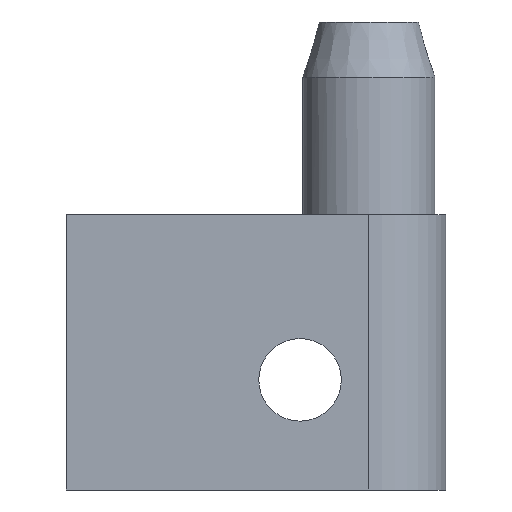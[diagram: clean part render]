
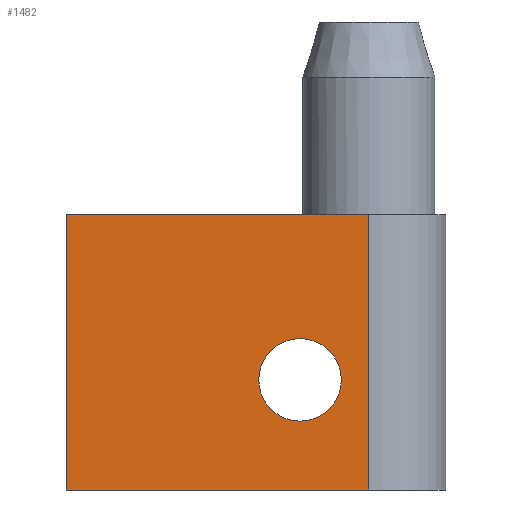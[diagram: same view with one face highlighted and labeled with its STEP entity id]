
A CAD part, left-side view. The second image highlights one B-rep face of the part: STEP entity #1482.
In plain terms, the highlighted planar face has unit normal (-1, 0, 0).
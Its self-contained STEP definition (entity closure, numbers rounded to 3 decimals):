
#332 = PLANE('',#333);
#333 = AXIS2_PLACEMENT_3D('',#334,#335,#336);
#334 = CARTESIAN_POINT('',(-5.,6.,10.));
#335 = DIRECTION('',(0.,0.,1.));
#336 = DIRECTION('',(1.,0.,0.));
#585 = PLANE('',#586);
#586 = AXIS2_PLACEMENT_3D('',#587,#588,#589);
#587 = CARTESIAN_POINT('',(-5.,6.,0.));
#588 = DIRECTION('',(0.,0.,1.));
#589 = DIRECTION('',(1.,0.,0.));
#611 = PLANE('',#612);
#612 = AXIS2_PLACEMENT_3D('',#613,#614,#615);
#613 = CARTESIAN_POINT('',(-5.,17.,0.));
#614 = DIRECTION('',(0.,1.,0.));
#615 = DIRECTION('',(0.,0.,1.));
#943 = PLANE('',#944);
#944 = AXIS2_PLACEMENT_3D('',#945,#946,#947);
#945 = CARTESIAN_POINT('',(-5.,6.,0.));
#946 = DIRECTION('',(0.,1.,0.));
#947 = DIRECTION('',(0.,0.,1.));
#958 = VERTEX_POINT('',#959);
#959 = CARTESIAN_POINT('',(-5.,17.,10.));
#980 = EDGE_CURVE('',#981,#958,#983,.T.);
#981 = VERTEX_POINT('',#982);
#982 = CARTESIAN_POINT('',(-5.,6.,10.));
#983 = SURFACE_CURVE('',#984,(#988,#995),.PCURVE_S1.);
#984 = LINE('',#985,#986);
#985 = CARTESIAN_POINT('',(-5.,6.,10.));
#986 = VECTOR('',#987,1.);
#987 = DIRECTION('',(0.,1.,0.));
#988 = PCURVE('',#332,#989);
#989 = DEFINITIONAL_REPRESENTATION('',(#990),#994);
#990 = LINE('',#991,#992);
#991 = CARTESIAN_POINT('',(0.,0.));
#992 = VECTOR('',#993,1.);
#993 = DIRECTION('',(0.,1.));
#994 = ( GEOMETRIC_REPRESENTATION_CONTEXT(2) 
PARAMETRIC_REPRESENTATION_CONTEXT() REPRESENTATION_CONTEXT('2D SPACE',''
  ) );
#995 = PCURVE('',#996,#1001);
#996 = PLANE('',#997);
#997 = AXIS2_PLACEMENT_3D('',#998,#999,#1000);
#998 = CARTESIAN_POINT('',(-5.,6.,0.));
#999 = DIRECTION('',(1.,0.,0.));
#1000 = DIRECTION('',(0.,0.,1.));
#1001 = DEFINITIONAL_REPRESENTATION('',(#1002),#1006);
#1002 = LINE('',#1003,#1004);
#1003 = CARTESIAN_POINT('',(10.,0.));
#1004 = VECTOR('',#1005,1.);
#1005 = DIRECTION('',(0.,-1.));
#1006 = ( GEOMETRIC_REPRESENTATION_CONTEXT(2) 
PARAMETRIC_REPRESENTATION_CONTEXT() REPRESENTATION_CONTEXT('2D SPACE',''
  ) );
#1175 = VERTEX_POINT('',#1176);
#1176 = CARTESIAN_POINT('',(-5.,17.,0.));
#1197 = EDGE_CURVE('',#1175,#958,#1198,.T.);
#1198 = SURFACE_CURVE('',#1199,(#1203,#1210),.PCURVE_S1.);
#1199 = LINE('',#1200,#1201);
#1200 = CARTESIAN_POINT('',(-5.,17.,0.));
#1201 = VECTOR('',#1202,1.);
#1202 = DIRECTION('',(0.,0.,1.));
#1203 = PCURVE('',#611,#1204);
#1204 = DEFINITIONAL_REPRESENTATION('',(#1205),#1209);
#1205 = LINE('',#1206,#1207);
#1206 = CARTESIAN_POINT('',(0.,0.));
#1207 = VECTOR('',#1208,1.);
#1208 = DIRECTION('',(1.,0.));
#1209 = ( GEOMETRIC_REPRESENTATION_CONTEXT(2) 
PARAMETRIC_REPRESENTATION_CONTEXT() REPRESENTATION_CONTEXT('2D SPACE',''
  ) );
#1210 = PCURVE('',#996,#1211);
#1211 = DEFINITIONAL_REPRESENTATION('',(#1212),#1216);
#1212 = LINE('',#1213,#1214);
#1213 = CARTESIAN_POINT('',(0.,-11.));
#1214 = VECTOR('',#1215,1.);
#1215 = DIRECTION('',(1.,0.));
#1216 = ( GEOMETRIC_REPRESENTATION_CONTEXT(2) 
PARAMETRIC_REPRESENTATION_CONTEXT() REPRESENTATION_CONTEXT('2D SPACE',''
  ) );
#1224 = EDGE_CURVE('',#1225,#1175,#1227,.T.);
#1225 = VERTEX_POINT('',#1226);
#1226 = CARTESIAN_POINT('',(-5.,6.,0.));
#1227 = SURFACE_CURVE('',#1228,(#1232,#1239),.PCURVE_S1.);
#1228 = LINE('',#1229,#1230);
#1229 = CARTESIAN_POINT('',(-5.,6.,0.));
#1230 = VECTOR('',#1231,1.);
#1231 = DIRECTION('',(0.,1.,0.));
#1232 = PCURVE('',#585,#1233);
#1233 = DEFINITIONAL_REPRESENTATION('',(#1234),#1238);
#1234 = LINE('',#1235,#1236);
#1235 = CARTESIAN_POINT('',(0.,0.));
#1236 = VECTOR('',#1237,1.);
#1237 = DIRECTION('',(0.,1.));
#1238 = ( GEOMETRIC_REPRESENTATION_CONTEXT(2) 
PARAMETRIC_REPRESENTATION_CONTEXT() REPRESENTATION_CONTEXT('2D SPACE',''
  ) );
#1239 = PCURVE('',#996,#1240);
#1240 = DEFINITIONAL_REPRESENTATION('',(#1241),#1245);
#1241 = LINE('',#1242,#1243);
#1242 = CARTESIAN_POINT('',(0.,0.));
#1243 = VECTOR('',#1244,1.);
#1244 = DIRECTION('',(0.,-1.));
#1245 = ( GEOMETRIC_REPRESENTATION_CONTEXT(2) 
PARAMETRIC_REPRESENTATION_CONTEXT() REPRESENTATION_CONTEXT('2D SPACE',''
  ) );
#1460 = EDGE_CURVE('',#1225,#981,#1461,.T.);
#1461 = SURFACE_CURVE('',#1462,(#1466,#1473),.PCURVE_S1.);
#1462 = LINE('',#1463,#1464);
#1463 = CARTESIAN_POINT('',(-5.,6.,0.));
#1464 = VECTOR('',#1465,1.);
#1465 = DIRECTION('',(0.,0.,1.));
#1466 = PCURVE('',#943,#1467);
#1467 = DEFINITIONAL_REPRESENTATION('',(#1468),#1472);
#1468 = LINE('',#1469,#1470);
#1469 = CARTESIAN_POINT('',(0.,0.));
#1470 = VECTOR('',#1471,1.);
#1471 = DIRECTION('',(1.,0.));
#1472 = ( GEOMETRIC_REPRESENTATION_CONTEXT(2) 
PARAMETRIC_REPRESENTATION_CONTEXT() REPRESENTATION_CONTEXT('2D SPACE',''
  ) );
#1473 = PCURVE('',#996,#1474);
#1474 = DEFINITIONAL_REPRESENTATION('',(#1475),#1479);
#1475 = LINE('',#1476,#1477);
#1476 = CARTESIAN_POINT('',(0.,0.));
#1477 = VECTOR('',#1478,1.);
#1478 = DIRECTION('',(1.,0.));
#1479 = ( GEOMETRIC_REPRESENTATION_CONTEXT(2) 
PARAMETRIC_REPRESENTATION_CONTEXT() REPRESENTATION_CONTEXT('2D SPACE',''
  ) );
#1482 = ADVANCED_FACE('',(#1483,#1489),#996,.F.);
#1483 = FACE_BOUND('',#1484,.F.);
#1484 = EDGE_LOOP('',(#1485,#1486,#1487,#1488));
#1485 = ORIENTED_EDGE('',*,*,#1460,.F.);
#1486 = ORIENTED_EDGE('',*,*,#1224,.T.);
#1487 = ORIENTED_EDGE('',*,*,#1197,.T.);
#1488 = ORIENTED_EDGE('',*,*,#980,.F.);
#1489 = FACE_BOUND('',#1490,.F.);
#1490 = EDGE_LOOP('',(#1491));
#1491 = ORIENTED_EDGE('',*,*,#1492,.F.);
#1492 = EDGE_CURVE('',#1493,#1493,#1495,.T.);
#1493 = VERTEX_POINT('',#1494);
#1494 = CARTESIAN_POINT('',(-5.,8.5,2.5));
#1495 = SURFACE_CURVE('',#1496,(#1501,#1508),.PCURVE_S1.);
#1496 = CIRCLE('',#1497,1.5);
#1497 = AXIS2_PLACEMENT_3D('',#1498,#1499,#1500);
#1498 = CARTESIAN_POINT('',(-5.,8.5,4.));
#1499 = DIRECTION('',(1.,0.,0.));
#1500 = DIRECTION('',(0.,0.,-1.));
#1501 = PCURVE('',#996,#1502);
#1502 = DEFINITIONAL_REPRESENTATION('',(#1503),#1507);
#1503 = CIRCLE('',#1504,1.5);
#1504 = AXIS2_PLACEMENT_2D('',#1505,#1506);
#1505 = CARTESIAN_POINT('',(4.,-2.5));
#1506 = DIRECTION('',(-1.,-0.));
#1507 = ( GEOMETRIC_REPRESENTATION_CONTEXT(2) 
PARAMETRIC_REPRESENTATION_CONTEXT() REPRESENTATION_CONTEXT('2D SPACE',''
  ) );
#1508 = PCURVE('',#1509,#1514);
#1509 = CYLINDRICAL_SURFACE('',#1510,1.5);
#1510 = AXIS2_PLACEMENT_3D('',#1511,#1512,#1513);
#1511 = CARTESIAN_POINT('',(-12.,8.5,4.));
#1512 = DIRECTION('',(1.,0.,0.));
#1513 = DIRECTION('',(0.,0.,-1.));
#1514 = DEFINITIONAL_REPRESENTATION('',(#1515),#1519);
#1515 = LINE('',#1516,#1517);
#1516 = CARTESIAN_POINT('',(0.,7.));
#1517 = VECTOR('',#1518,1.);
#1518 = DIRECTION('',(1.,0.));
#1519 = ( GEOMETRIC_REPRESENTATION_CONTEXT(2) 
PARAMETRIC_REPRESENTATION_CONTEXT() REPRESENTATION_CONTEXT('2D SPACE',''
  ) );
